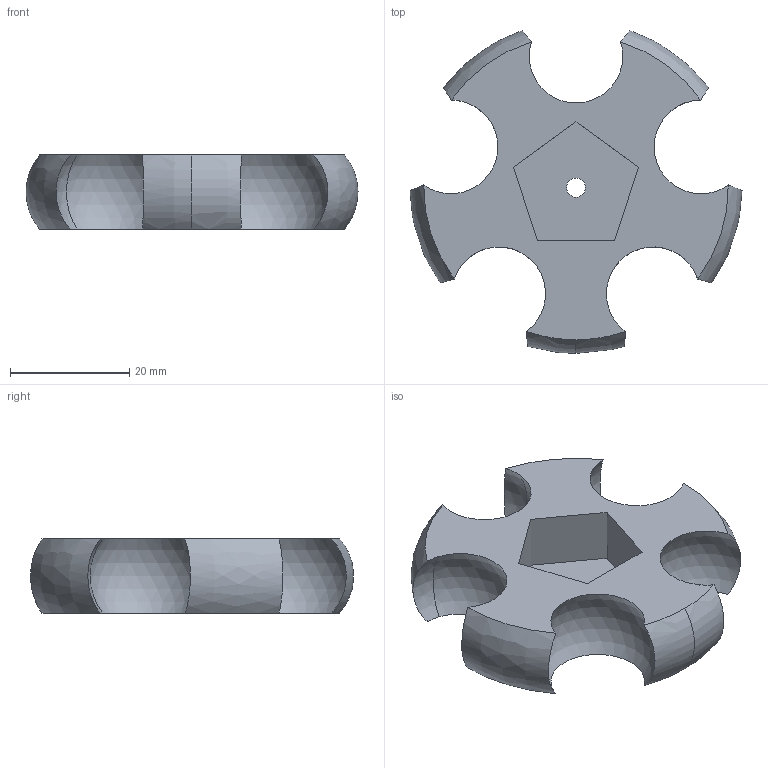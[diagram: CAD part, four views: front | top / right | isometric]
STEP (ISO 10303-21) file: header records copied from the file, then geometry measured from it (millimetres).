
FILE_DESCRIPTION(('FreeCAD Model'),'2;1');
FILE_NAME('hub-5.step', '2016-11-08T12:52:16',(''),(''),'Open CASCADE STEP processor 6.8', 'FreeCAD','Unknown');
FILE_SCHEMA(('AUTOMOTIVE_DESIGN_CC2 { 1 2 10303 214 -1 1 5 4 }'));
Length unit declared in the file: millimetre
Products named in the file (2): ASSEMBLY; Hub-5
Assembly tree (1 placements, depth 2):
  ASSEMBLY
    Hub-5
Bounding box: 55.59 x 54.07 x 12.4 mm (x, y, z)
Volume: 12181.6 mm3; surface area: 6834.9 mm2
Topology: 1 solids, 1 shells, 25 faces, 66 edges, 44 vertices
Faces by surface type: sphere 10, plane 8, revolution 6, cylinder 1
Full cylindrical faces by diameter (mm): 3.2 x1
Entity records: 5699 total; most frequent: CARTESIAN_POINT 4383, DIRECTION 240, ORIENTED_EDGE 132, PCURVE 132, DEFINITIONAL_REPRESENTATION 132, LINE 84, VECTOR 84, AXIS2_PLACEMENT_3D 67
